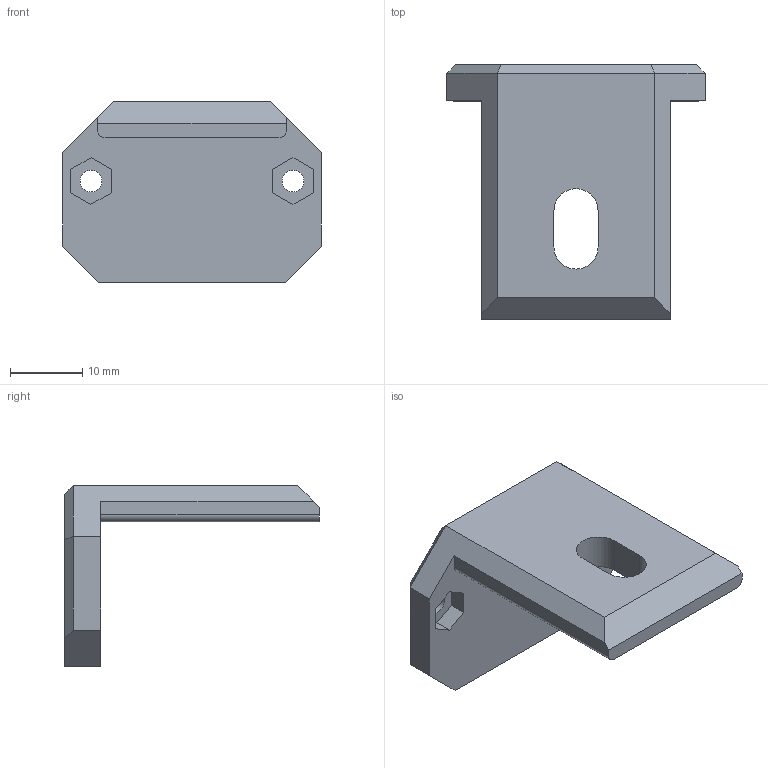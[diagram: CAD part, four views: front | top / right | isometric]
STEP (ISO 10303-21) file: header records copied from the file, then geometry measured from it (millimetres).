
FILE_DESCRIPTION(/* description */ (''),/* implementation_level */ '2;1');
FILE_NAME(/* name */ 'Cable Tie RJ45 Adafruit Magjack.step',/* time_stamp */ '2021-08-06T16:15:21+02:00',/* author */ (''),/* organization */ (''),/* preprocessor_version */ 'ST-DEVELOPER v18.1',/* originating_system */ 'Autodesk Translation Framework v10.9.0.1377',/* authorisation */ '');
FILE_SCHEMA (('AUTOMOTIVE_DESIGN { 1 0 10303 214 3 1 1 }'));
Length unit declared in the file: millimetre
Products named in the file (1): Cable Tie RJ45
Bounding box: 35.7 x 35.2 x 24.98 mm (x, y, z)
Volume: 6851.3 mm3; surface area: 4106.5 mm2
Topology: 1 solids, 1 shells, 53 faces, 140 edges, 92 vertices
Faces by surface type: plane 47, cylinder 6
Full cylindrical faces by diameter (mm): 3 x2
Entity records: 1666 total; most frequent: CARTESIAN_POINT 286, ORIENTED_EDGE 280, DIRECTION 260, EDGE_CURVE 140, LINE 128, VECTOR 128, VERTEX_POINT 92, AXIS2_PLACEMENT_3D 66
